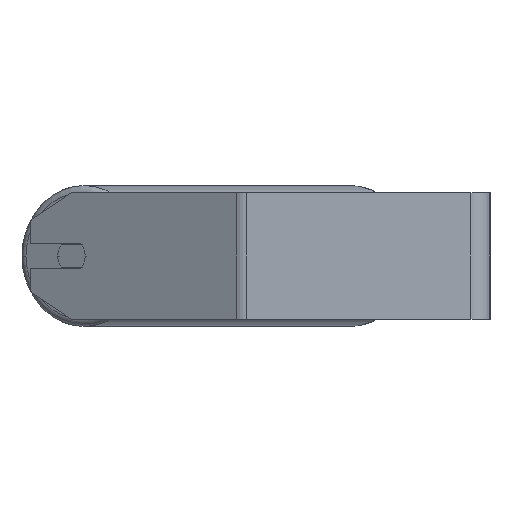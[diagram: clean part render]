
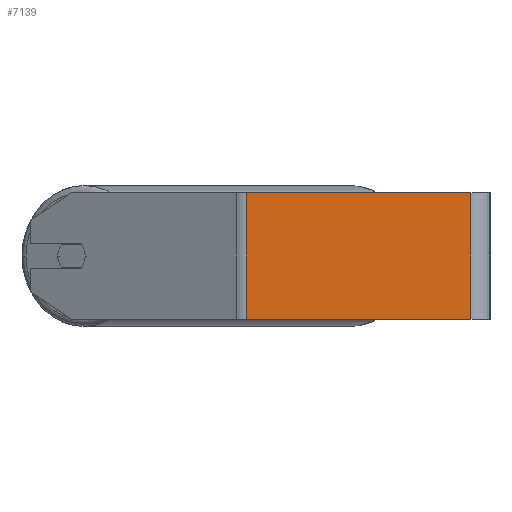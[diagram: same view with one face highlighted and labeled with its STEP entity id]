
A CAD part, left-side view. The second image highlights one B-rep face of the part: STEP entity #7139.
In plain terms, the highlighted planar face has unit normal (-1, 0, 0).
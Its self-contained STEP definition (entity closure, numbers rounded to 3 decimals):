
#78 = VECTOR ( 'NONE', #6234, 1000. ) ;
#851 = DIRECTION ( 'NONE',  ( 0., 0., -1. ) ) ;
#924 = EDGE_LOOP ( 'NONE', ( #6475, #4923, #3375, #1932 ) ) ;
#1031 = LINE ( 'NONE', #5059, #78 ) ;
#1166 = LINE ( 'NONE', #2759, #4665 ) ;
#1384 = AXIS2_PLACEMENT_3D ( 'NONE', #3624, #7021, #851 ) ;
#1410 = VERTEX_POINT ( 'NONE', #4443 ) ;
#1932 = ORIENTED_EDGE ( 'NONE', *, *, #5922, .T. ) ;
#2339 = VERTEX_POINT ( 'NONE', #3862 ) ;
#2484 = FACE_OUTER_BOUND ( 'NONE', #924, .T. ) ;
#2559 = PLANE ( 'NONE',  #1384 ) ;
#2738 = LINE ( 'NONE', #7308, #6801 ) ;
#2759 = CARTESIAN_POINT ( 'NONE',  ( -395., 157.024, -40. ) ) ;
#3132 = VECTOR ( 'NONE', #6330, 1000. ) ;
#3375 = ORIENTED_EDGE ( 'NONE', *, *, #4124, .F. ) ;
#3591 = LINE ( 'NONE', #5744, #3132 ) ;
#3624 = CARTESIAN_POINT ( 'NONE',  ( -395., 157.024, 40. ) ) ;
#3862 = CARTESIAN_POINT ( 'NONE',  ( -395., 12., 40. ) ) ;
#3996 = EDGE_CURVE ( 'NONE', #4806, #1410, #1166, .T. ) ;
#4124 = EDGE_CURVE ( 'NONE', #4985, #2339, #3591, .T. ) ;
#4443 = CARTESIAN_POINT ( 'NONE',  ( -395., 12., -40. ) ) ;
#4444 = CARTESIAN_POINT ( 'NONE',  ( -395., 153.808, -40. ) ) ;
#4665 = VECTOR ( 'NONE', #6257, 1000. ) ;
#4806 = VERTEX_POINT ( 'NONE', #4444 ) ;
#4923 = ORIENTED_EDGE ( 'NONE', *, *, #6414, .F. ) ;
#4985 = VERTEX_POINT ( 'NONE', #6270 ) ;
#5059 = CARTESIAN_POINT ( 'NONE',  ( -395., 12., 40. ) ) ;
#5135 = DIRECTION ( 'NONE',  ( 0., 0., -1. ) ) ;
#5744 = CARTESIAN_POINT ( 'NONE',  ( -395., 157.024, 40. ) ) ;
#5922 = EDGE_CURVE ( 'NONE', #4985, #4806, #2738, .T. ) ;
#6234 = DIRECTION ( 'NONE',  ( 0., 0., -1. ) ) ;
#6257 = DIRECTION ( 'NONE',  ( 0., -1., 0. ) ) ;
#6270 = CARTESIAN_POINT ( 'NONE',  ( -395., 153.808, 40. ) ) ;
#6330 = DIRECTION ( 'NONE',  ( 0., -1., 0. ) ) ;
#6414 = EDGE_CURVE ( 'NONE', #2339, #1410, #1031, .T. ) ;
#6475 = ORIENTED_EDGE ( 'NONE', *, *, #3996, .T. ) ;
#6801 = VECTOR ( 'NONE', #5135, 1000. ) ;
#7021 = DIRECTION ( 'NONE',  ( 1., 0., 0. ) ) ;
#7139 = ADVANCED_FACE ( 'NONE', ( #2484 ), #2559, .F. ) ;
#7308 = CARTESIAN_POINT ( 'NONE',  ( -395., 153.808, 40. ) ) ;
